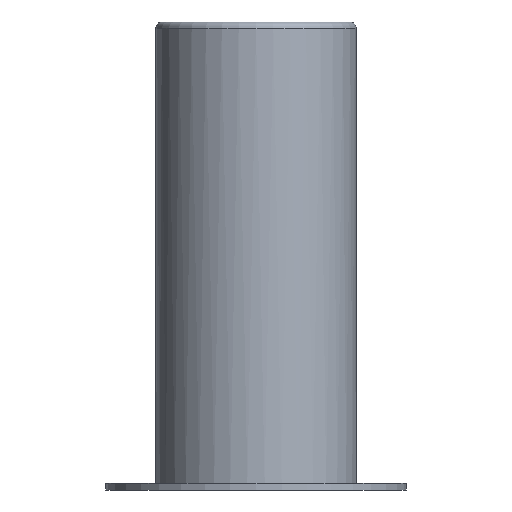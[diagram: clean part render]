
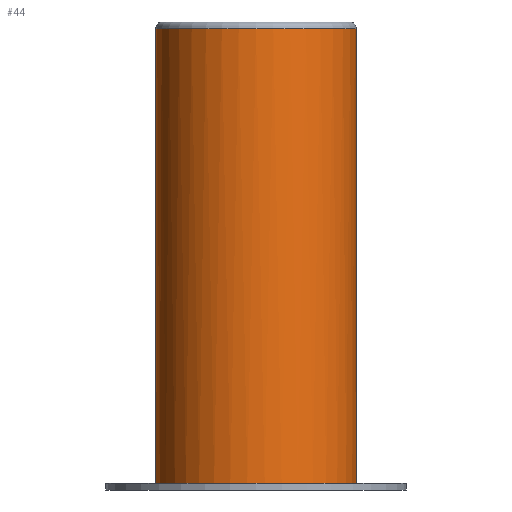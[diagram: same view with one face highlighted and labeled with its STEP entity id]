
A CAD part, left-side view. The second image highlights one B-rep face of the part: STEP entity #44.
In plain terms, the highlighted cylindrical face has radius 15 mm (diameter 30 mm), a full revolution.
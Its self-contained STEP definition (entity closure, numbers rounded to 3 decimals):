
#44 = ADVANCED_FACE( '', ( #97, #98 ), #99, .T. );
#97 = FACE_OUTER_BOUND( '', #158, .T. );
#98 = FACE_OUTER_BOUND( '', #159, .T. );
#99 = CYLINDRICAL_SURFACE( '', #160, 15. );
#158 = EDGE_LOOP( '', ( #220 ) );
#159 = EDGE_LOOP( '', ( #221, #222, #223, #224 ) );
#160 = AXIS2_PLACEMENT_3D( '', #225, #226, #227 );
#220 = ORIENTED_EDGE( '', *, *, #336, .T. );
#221 = ORIENTED_EDGE( '', *, *, #337, .T. );
#222 = ORIENTED_EDGE( '', *, *, #338, .T. );
#223 = ORIENTED_EDGE( '', *, *, #339, .T. );
#224 = ORIENTED_EDGE( '', *, *, #340, .T. );
#225 = CARTESIAN_POINT( '', ( 0., 0., 57.15 ) );
#226 = DIRECTION( '', ( 0., 0., -1. ) );
#227 = DIRECTION( '', ( 1., 0., 0. ) );
#336 = EDGE_CURVE( '', #388, #388, #389, .F. );
#337 = EDGE_CURVE( '', #390, #391, #392, .T. );
#338 = EDGE_CURVE( '', #391, #393, #394, .T. );
#339 = EDGE_CURVE( '', #393, #395, #396, .T. );
#340 = EDGE_CURVE( '', #395, #390, #397, .F. );
#388 = VERTEX_POINT( '', #456 );
#389 = CIRCLE( '', #457, 15. );
#390 = VERTEX_POINT( '', #458 );
#391 = VERTEX_POINT( '', #459 );
#392 = CIRCLE( '', #460, 15. );
#393 = VERTEX_POINT( '', #461 );
#394 = LINE( '', #462, #463 );
#395 = VERTEX_POINT( '', #464 );
#396 = B_SPLINE_CURVE_WITH_KNOTS( '', 3, ( #465, #466, #467, #468, #469, #470, #471, #472, #473, #474, #475, #476, #477, #478, #479, #480, #481, #482, #483, #484, #485, #486, #487, #488, #489, #490, #491, #492, #493, #494, #495, #496, #497, #498 ), .UNSPECIFIED., .F., .F., ( 4, 2, 2, 2, 2, 2, 2, 2, 2, 2, 2, 2, 2, 2, 2, 2, 4 ), ( 0., 0.001, 0.002, 0.003, 0.004, 0.004, 0.005, 0.006, 0.007, 0.008, 0.009, 0.01, 0.011, 0.011, 0.012, 0.013, 0.014 ), .UNSPECIFIED. );
#397 = LINE( '', #499, #500 );
#456 = CARTESIAN_POINT( '', ( 15., 0., 33.5 ) );
#457 = AXIS2_PLACEMENT_3D( '', #572, #573, #574 );
#458 = CARTESIAN_POINT( '', ( 14.309, 4.5, -34.5 ) );
#459 = CARTESIAN_POINT( '', ( 14.309, -4.5, -34.5 ) );
#460 = AXIS2_PLACEMENT_3D( '', #575, #576, #577 );
#461 = CARTESIAN_POINT( '', ( 14.309, -4.5, 26. ) );
#462 = CARTESIAN_POINT( '', ( 14.309, -4.5, 57.15 ) );
#463 = VECTOR( '', #578, 1000. );
#464 = CARTESIAN_POINT( '', ( 14.309, 4.5, 26. ) );
#465 = CARTESIAN_POINT( '', ( 14.309, -4.5, 26. ) );
#466 = CARTESIAN_POINT( '', ( 14.309, -4.5, 26.299 ) );
#467 = CARTESIAN_POINT( '', ( 14.318, -4.47, 26.593 ) );
#468 = CARTESIAN_POINT( '', ( 14.354, -4.355, 27.17 ) );
#469 = CARTESIAN_POINT( '', ( 14.38, -4.268, 27.456 ) );
#470 = CARTESIAN_POINT( '', ( 14.446, -4.042, 28. ) );
#471 = CARTESIAN_POINT( '', ( 14.484, -3.904, 28.258 ) );
#472 = CARTESIAN_POINT( '', ( 14.568, -3.578, 28.745 ) );
#473 = CARTESIAN_POINT( '', ( 14.614, -3.389, 28.975 ) );
#474 = CARTESIAN_POINT( '', ( 14.703, -2.977, 29.387 ) );
#475 = CARTESIAN_POINT( '', ( 14.748, -2.752, 29.573 ) );
#476 = CARTESIAN_POINT( '', ( 14.831, -2.261, 29.902 ) );
#477 = CARTESIAN_POINT( '', ( 14.868, -2.002, 30.041 ) );
#478 = CARTESIAN_POINT( '', ( 14.931, -1.461, 30.266 ) );
#479 = CARTESIAN_POINT( '', ( 14.957, -1.177, 30.354 ) );
#480 = CARTESIAN_POINT( '', ( 14.991, -0.594, 30.471 ) );
#481 = CARTESIAN_POINT( '', ( 15., -0.299, 30.5 ) );
#482 = CARTESIAN_POINT( '', ( 15., 0.299, 30.5 ) );
#483 = CARTESIAN_POINT( '', ( 14.991, 0.593, 30.47 ) );
#484 = CARTESIAN_POINT( '', ( 14.957, 1.17, 30.355 ) );
#485 = CARTESIAN_POINT( '', ( 14.932, 1.457, 30.268 ) );
#486 = CARTESIAN_POINT( '', ( 14.869, 2., 30.042 ) );
#487 = CARTESIAN_POINT( '', ( 14.831, 2.258, 29.903 ) );
#488 = CARTESIAN_POINT( '', ( 14.749, 2.746, 29.577 ) );
#489 = CARTESIAN_POINT( '', ( 14.703, 2.975, 29.389 ) );
#490 = CARTESIAN_POINT( '', ( 14.614, 3.388, 28.976 ) );
#491 = CARTESIAN_POINT( '', ( 14.569, 3.573, 28.751 ) );
#492 = CARTESIAN_POINT( '', ( 14.484, 3.902, 28.26 ) );
#493 = CARTESIAN_POINT( '', ( 14.446, 4.041, 28.001 ) );
#494 = CARTESIAN_POINT( '', ( 14.381, 4.266, 27.461 ) );
#495 = CARTESIAN_POINT( '', ( 14.354, 4.354, 27.177 ) );
#496 = CARTESIAN_POINT( '', ( 14.318, 4.47, 26.594 ) );
#497 = CARTESIAN_POINT( '', ( 14.309, 4.5, 26.299 ) );
#498 = CARTESIAN_POINT( '', ( 14.309, 4.5, 26. ) );
#499 = CARTESIAN_POINT( '', ( 14.309, 4.5, 57.15 ) );
#500 = VECTOR( '', #579, 1000. );
#572 = CARTESIAN_POINT( '', ( 0., 0., 33.5 ) );
#573 = DIRECTION( '', ( 0., 0., 1. ) );
#574 = DIRECTION( '', ( 1., 0., 0. ) );
#575 = CARTESIAN_POINT( '', ( 0., 0., -34.5 ) );
#576 = DIRECTION( '', ( 0., 0., 1. ) );
#577 = DIRECTION( '', ( 1., 0., 0. ) );
#578 = DIRECTION( '', ( 0., 0., 1. ) );
#579 = DIRECTION( '', ( 0., 0., 1. ) );
